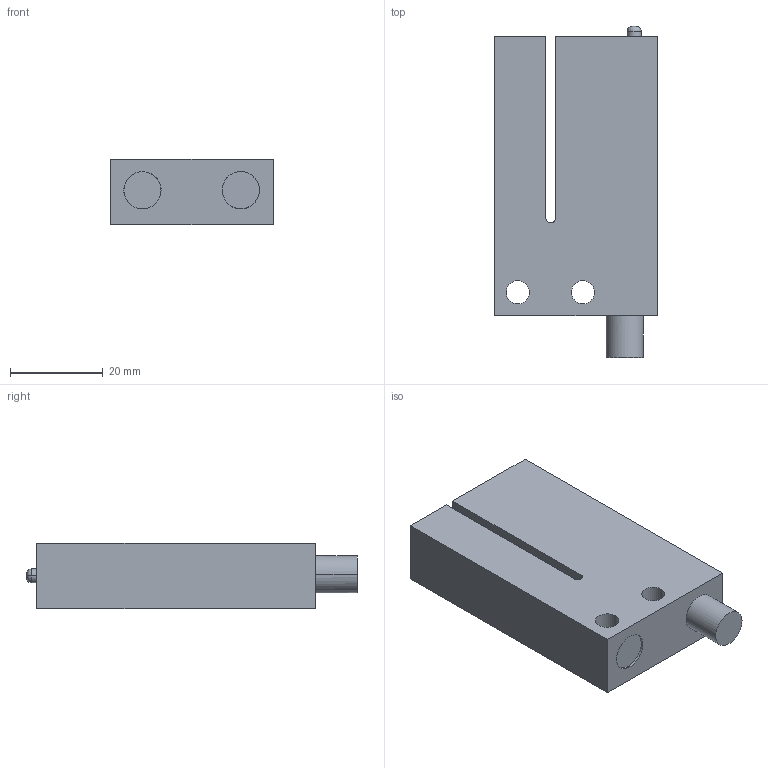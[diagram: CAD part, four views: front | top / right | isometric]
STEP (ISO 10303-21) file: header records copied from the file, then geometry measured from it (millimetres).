
FILE_DESCRIPTION(('FreeCAD Model'),'2;1');
FILE_NAME('OGST-2.step', '2020-07-01T12:13:29',('Author'),(''), 'Open CASCADE STEP processor 7.3','FreeCAD','Unknown');
FILE_SCHEMA(('AUTOMOTIVE_DESIGN { 1 0 10303 214 1 1 1 1 }'));
Length unit declared in the file: millimetre
Products named in the file (1): 1
Bounding box: 35 x 71.24 x 14 mm (x, y, z)
Volume: 28162 mm3; surface area: 8494.8 mm2
Topology: 1 solids, 1 shells, 33 faces, 82 edges, 55 vertices
Faces by surface type: cylinder 16, plane 15, revolution 2
Entity records: 2607 total; most frequent: CARTESIAN_POINT 685, DIRECTION 328, ORIENTED_EDGE 164, PCURVE 164, DEFINITIONAL_REPRESENTATION 164, LINE 158, VECTOR 158, EDGE_CURVE 82
